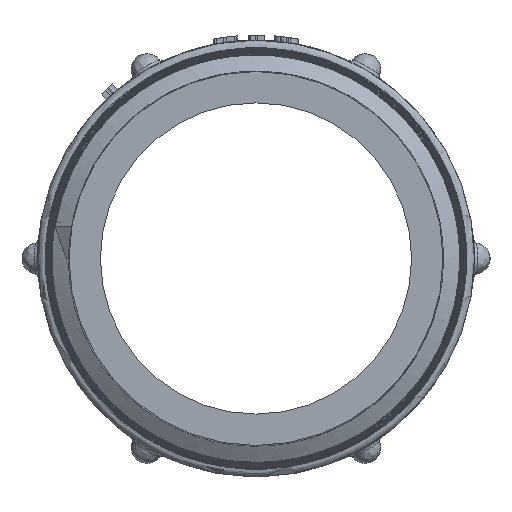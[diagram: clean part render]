
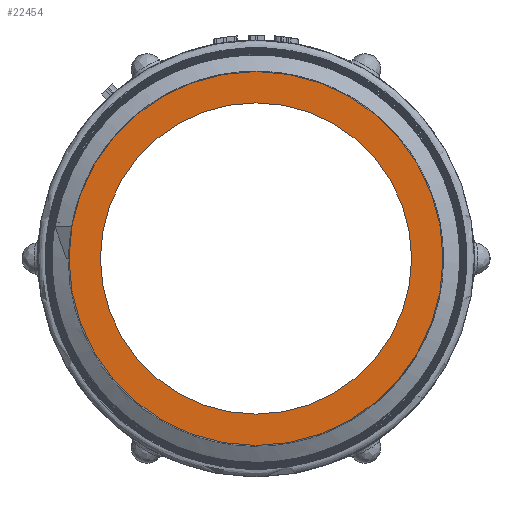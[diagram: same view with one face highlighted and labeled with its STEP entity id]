
A CAD part, left-side view. The second image highlights one B-rep face of the part: STEP entity #22454.
In plain terms, the highlighted planar face has unit normal (-1, 0, 0).
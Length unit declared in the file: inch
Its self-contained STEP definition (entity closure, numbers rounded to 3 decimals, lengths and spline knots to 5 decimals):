
#22420=CARTESIAN_POINT('',(-3.0,0.62,0.0));
#22421=VERTEX_POINT('',#22420);
#22422=CARTESIAN_POINT('',(-3.0,0.0,0.0));
#22423=DIRECTION('',(1.0,0.0,0.0));
#22424=DIRECTION('',(0.0,1.0,0.0));
#22425=AXIS2_PLACEMENT_3D('',#22422,#22423,#22424);
#22426=CIRCLE('',#22425,0.62);
#22427=EDGE_CURVE('',#22421,#22421,#22426,.T.);
#22435=CARTESIAN_POINT('',(-3.0,0.6825,0.0));
#22436=DIRECTION('',(-1.0,0.0,0.0));
#22437=DIRECTION('',(0.0,0.0,1.0));
#22438=AXIS2_PLACEMENT_3D('',#22435,#22436,#22437);
#22439=PLANE('',#22438);
#22440=CARTESIAN_POINT('',(-3.0,0.745,0.0));
#22441=VERTEX_POINT('',#22440);
#22442=CARTESIAN_POINT('',(-3.0,0.0,0.0));
#22443=DIRECTION('',(1.0,0.0,0.0));
#22444=DIRECTION('',(0.0,1.0,0.0));
#22445=AXIS2_PLACEMENT_3D('',#22442,#22443,#22444);
#22446=CIRCLE('',#22445,0.745);
#22447=EDGE_CURVE('',#22441,#22441,#22446,.T.);
#22448=ORIENTED_EDGE('',*,*,#22447,.F.);
#22449=EDGE_LOOP('',(#22448));
#22450=FACE_OUTER_BOUND('',#22449,.T.);
#22451=ORIENTED_EDGE('',*,*,#22427,.T.);
#22452=EDGE_LOOP('',(#22451));
#22453=FACE_BOUND('',#22452,.T.);
#22454=ADVANCED_FACE('',(#22450,#22453),#22439,.T.);
